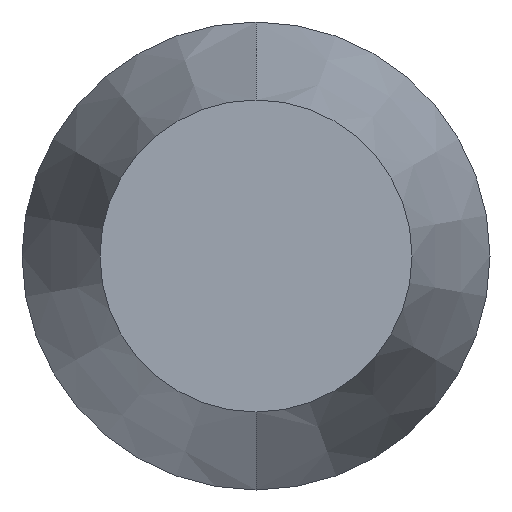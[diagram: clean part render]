
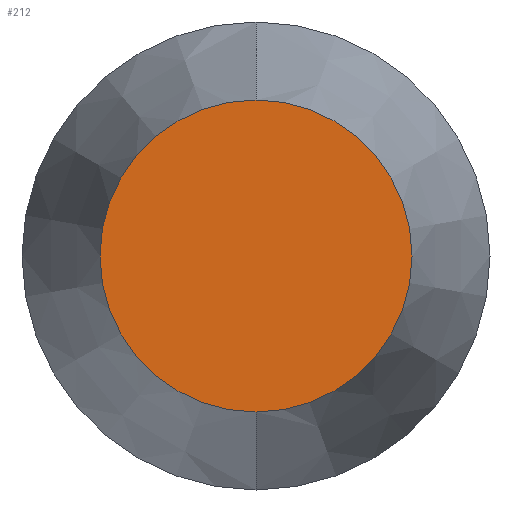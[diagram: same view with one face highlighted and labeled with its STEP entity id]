
A CAD part, front view. The second image highlights one B-rep face of the part: STEP entity #212.
In plain terms, the highlighted planar face has unit normal (0, -1, 0).
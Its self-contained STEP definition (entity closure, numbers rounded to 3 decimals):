
#7 = CARTESIAN_POINT ( 'NONE',  ( 0., 0., -4. ) ) ;
#53 = CIRCLE ( 'NONE', #936, 4. ) ;
#92 = CARTESIAN_POINT ( 'NONE',  ( 0., 0., 0. ) ) ;
#117 = DIRECTION ( 'NONE',  ( 0., -1., 0. ) ) ;
#120 = CARTESIAN_POINT ( 'NONE',  ( 0., 0., 0. ) ) ;
#156 = EDGE_LOOP ( 'NONE', ( #1239, #396 ) ) ;
#212 = ADVANCED_FACE ( 'NONE', ( #426 ), #361, .T. ) ;
#342 = VERTEX_POINT ( 'NONE', #594 ) ;
#361 = PLANE ( 'NONE',  #519 ) ;
#362 = DIRECTION ( 'NONE',  ( 0., 0., -1. ) ) ;
#396 = ORIENTED_EDGE ( 'NONE', *, *, #659, .T. ) ;
#426 = FACE_OUTER_BOUND ( 'NONE', #156, .T. ) ;
#445 = CIRCLE ( 'NONE', #835, 4. ) ;
#519 = AXIS2_PLACEMENT_3D ( 'NONE', #710, #581, #678 ) ;
#581 = DIRECTION ( 'NONE',  ( 0., -1., 0. ) ) ;
#594 = CARTESIAN_POINT ( 'NONE',  ( 0., 0., 4. ) ) ;
#659 = EDGE_CURVE ( 'NONE', #724, #342, #53, .T. ) ;
#675 = DIRECTION ( 'NONE',  ( 0., -1., 0. ) ) ;
#678 = DIRECTION ( 'NONE',  ( 0., 0., -1. ) ) ;
#710 = CARTESIAN_POINT ( 'NONE',  ( 4., 0., 0. ) ) ;
#724 = VERTEX_POINT ( 'NONE', #7 ) ;
#806 = DIRECTION ( 'NONE',  ( 0., 0., -1. ) ) ;
#835 = AXIS2_PLACEMENT_3D ( 'NONE', #120, #117, #806 ) ;
#936 = AXIS2_PLACEMENT_3D ( 'NONE', #92, #675, #362 ) ;
#1176 = EDGE_CURVE ( 'NONE', #342, #724, #445, .T. ) ;
#1239 = ORIENTED_EDGE ( 'NONE', *, *, #1176, .T. ) ;
